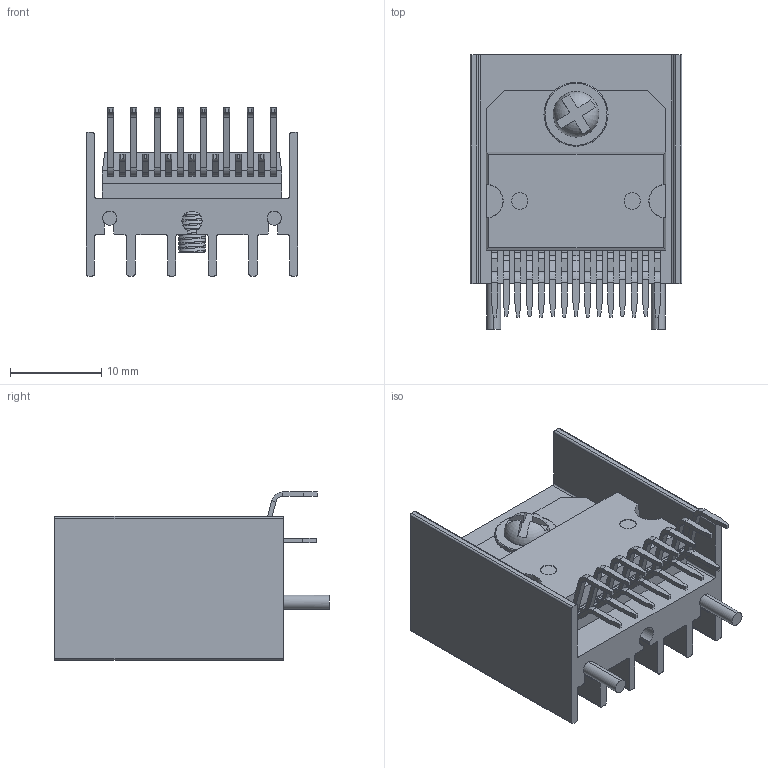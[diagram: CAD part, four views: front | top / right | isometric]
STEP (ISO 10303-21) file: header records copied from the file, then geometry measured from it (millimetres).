
FILE_DESCRIPTION (( 'STEP AP214' ), '1' );
FILE_NAME ('L298N_with_heat.STEP', '2024-08-01T19:20:18', ( '' ), ( '' ), 'SwSTEP 2.0', 'SolidWorks 2020', '' );
FILE_SCHEMA (( 'AUTOMOTIVE_DESIGN' ));
Length unit declared in the file: inch
Products named in the file (5): L298N; M3DP; L298-heat; M3x8; L298N_with_heat
Assembly tree (4 placements, depth 2):
  L298N_with_heat
    L298-heat
    L298N
    M3DP
    M3x8
Bounding box: 23.15 x 30 x 18.38 mm (x, y, z)
Volume: 4392.3 mm3; surface area: 5936.9 mm2
Topology: 5 solids, 5 shells, 532 faces, 1257 edges, 752 vertices
Faces by surface type: plane 368, cylinder 149, torus 12, bspline 3
Entity records: 23176 total; most frequent: CARTESIAN_POINT 4753, DIRECTION 2515, ORIENTED_EDGE 2514, EDGE_CURVE 1257, VECTOR 903, LINE 903, AXIS2_PLACEMENT_3D 806, VERTEX_POINT 752
